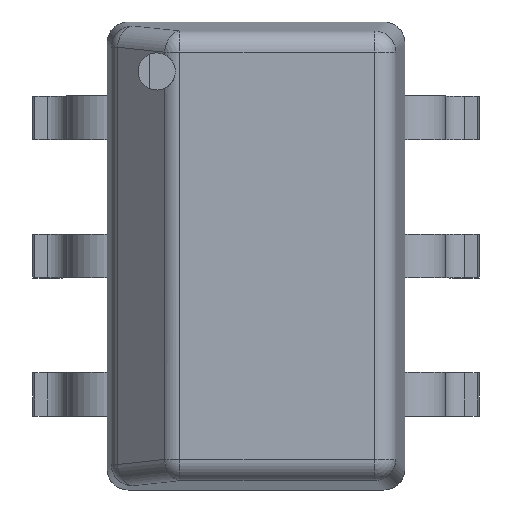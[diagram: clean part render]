
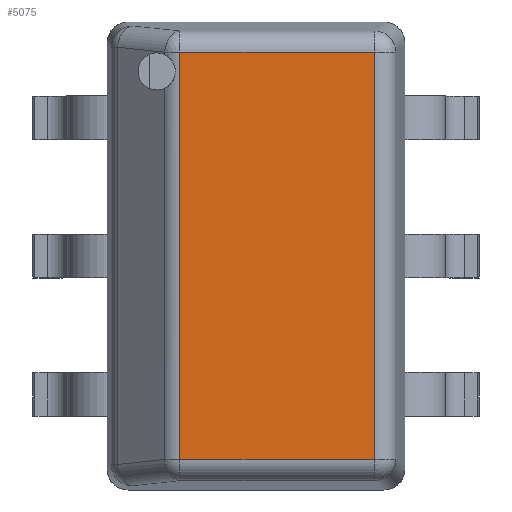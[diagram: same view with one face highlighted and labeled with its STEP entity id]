
A CAD part, top view. The second image highlights one B-rep face of the part: STEP entity #5075.
In plain terms, the highlighted planar face has unit normal (0, 0, 1).
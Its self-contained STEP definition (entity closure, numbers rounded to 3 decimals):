
#3904 = CYLINDRICAL_SURFACE('',#3905,0.1);
#3905 = AXIS2_PLACEMENT_3D('',#3906,#3907,#3908);
#3906 = CARTESIAN_POINT('',(0.3,2.057,1.));
#3907 = DIRECTION('',(1.,0.,0.));
#3908 = DIRECTION('',(-0.,0.995,0.105));
#4105 = CYLINDRICAL_SURFACE('',#4106,0.1);
#4106 = AXIS2_PLACEMENT_3D('',#4107,#4108,#4109);
#4107 = CARTESIAN_POINT('',(0.3,0.143,1.));
#4108 = DIRECTION('',(1.,-0.,0.));
#4109 = DIRECTION('',(-0.,-0.995,0.105));
#4206 = CYLINDRICAL_SURFACE('',#4207,0.1);
#4207 = AXIS2_PLACEMENT_3D('',#4208,#4209,#4210);
#4208 = CARTESIAN_POINT('',(0.341,0.053,1.));
#4209 = DIRECTION('',(0.,1.,0.));
#4210 = DIRECTION('',(-0.707,0.,0.707));
#4480 = VERTEX_POINT('',#4481);
#4481 = CARTESIAN_POINT('',(0.341,2.057,1.1));
#4514 = EDGE_CURVE('',#4480,#4515,#4517,.T.);
#4515 = VERTEX_POINT('',#4516);
#4516 = CARTESIAN_POINT('',(1.257,2.057,1.1));
#4517 = SURFACE_CURVE('',#4518,(#4522,#4529),.PCURVE_S1.);
#4518 = LINE('',#4519,#4520);
#4519 = CARTESIAN_POINT('',(0.3,2.057,1.1));
#4520 = VECTOR('',#4521,1.);
#4521 = DIRECTION('',(1.,0.,0.));
#4522 = PCURVE('',#3904,#4523);
#4523 = DEFINITIONAL_REPRESENTATION('',(#4524),#4528);
#4524 = LINE('',#4525,#4526);
#4525 = CARTESIAN_POINT('',(1.466,0.));
#4526 = VECTOR('',#4527,1.);
#4527 = DIRECTION('',(0.,1.));
#4528 = ( GEOMETRIC_REPRESENTATION_CONTEXT(2) 
PARAMETRIC_REPRESENTATION_CONTEXT() REPRESENTATION_CONTEXT('2D SPACE',''
  ) );
#4529 = PCURVE('',#4530,#4535);
#4530 = PLANE('',#4531);
#4531 = AXIS2_PLACEMENT_3D('',#4532,#4533,#4534);
#4532 = CARTESIAN_POINT('',(0.,0.,1.1));
#4533 = DIRECTION('',(0.,0.,1.));
#4534 = DIRECTION('',(1.,0.,-0.));
#4535 = DEFINITIONAL_REPRESENTATION('',(#4536),#4540);
#4536 = LINE('',#4537,#4538);
#4537 = CARTESIAN_POINT('',(0.3,2.057));
#4538 = VECTOR('',#4539,1.);
#4539 = DIRECTION('',(1.,0.));
#4540 = ( GEOMETRIC_REPRESENTATION_CONTEXT(2) 
PARAMETRIC_REPRESENTATION_CONTEXT() REPRESENTATION_CONTEXT('2D SPACE',''
  ) );
#4658 = VERTEX_POINT('',#4659);
#4659 = CARTESIAN_POINT('',(0.341,0.143,1.1));
#4692 = EDGE_CURVE('',#4658,#4693,#4695,.T.);
#4693 = VERTEX_POINT('',#4694);
#4694 = CARTESIAN_POINT('',(1.257,0.143,1.1));
#4695 = SURFACE_CURVE('',#4696,(#4700,#4707),.PCURVE_S1.);
#4696 = LINE('',#4697,#4698);
#4697 = CARTESIAN_POINT('',(0.3,0.143,1.1));
#4698 = VECTOR('',#4699,1.);
#4699 = DIRECTION('',(1.,-0.,0.));
#4700 = PCURVE('',#4105,#4701);
#4701 = DEFINITIONAL_REPRESENTATION('',(#4702),#4706);
#4702 = LINE('',#4703,#4704);
#4703 = CARTESIAN_POINT('',(-1.466,0.));
#4704 = VECTOR('',#4705,1.);
#4705 = DIRECTION('',(-0.,1.));
#4706 = ( GEOMETRIC_REPRESENTATION_CONTEXT(2) 
PARAMETRIC_REPRESENTATION_CONTEXT() REPRESENTATION_CONTEXT('2D SPACE',''
  ) );
#4707 = PCURVE('',#4530,#4708);
#4708 = DEFINITIONAL_REPRESENTATION('',(#4709),#4713);
#4709 = LINE('',#4710,#4711);
#4710 = CARTESIAN_POINT('',(0.3,0.143));
#4711 = VECTOR('',#4712,1.);
#4712 = DIRECTION('',(1.,0.));
#4713 = ( GEOMETRIC_REPRESENTATION_CONTEXT(2) 
PARAMETRIC_REPRESENTATION_CONTEXT() REPRESENTATION_CONTEXT('2D SPACE',''
  ) );
#4759 = EDGE_CURVE('',#4658,#4480,#4760,.T.);
#4760 = SURFACE_CURVE('',#4761,(#4765,#4772),.PCURVE_S1.);
#4761 = LINE('',#4762,#4763);
#4762 = CARTESIAN_POINT('',(0.341,0.053,1.1));
#4763 = VECTOR('',#4764,1.);
#4764 = DIRECTION('',(0.,1.,0.));
#4765 = PCURVE('',#4206,#4766);
#4766 = DEFINITIONAL_REPRESENTATION('',(#4767),#4771);
#4767 = LINE('',#4768,#4769);
#4768 = CARTESIAN_POINT('',(0.785,0.));
#4769 = VECTOR('',#4770,1.);
#4770 = DIRECTION('',(0.,1.));
#4771 = ( GEOMETRIC_REPRESENTATION_CONTEXT(2) 
PARAMETRIC_REPRESENTATION_CONTEXT() REPRESENTATION_CONTEXT('2D SPACE',''
  ) );
#4772 = PCURVE('',#4530,#4773);
#4773 = DEFINITIONAL_REPRESENTATION('',(#4774),#4778);
#4774 = LINE('',#4775,#4776);
#4775 = CARTESIAN_POINT('',(0.341,0.053));
#4776 = VECTOR('',#4777,1.);
#4777 = DIRECTION('',(0.,1.));
#4778 = ( GEOMETRIC_REPRESENTATION_CONTEXT(2) 
PARAMETRIC_REPRESENTATION_CONTEXT() REPRESENTATION_CONTEXT('2D SPACE',''
  ) );
#5032 = CYLINDRICAL_SURFACE('',#5033,0.1);
#5033 = AXIS2_PLACEMENT_3D('',#5034,#5035,#5036);
#5034 = CARTESIAN_POINT('',(1.257,0.053,1.));
#5035 = DIRECTION('',(0.,1.,-0.));
#5036 = DIRECTION('',(0.995,0.,0.105));
#5075 = ADVANCED_FACE('',(#5076),#4530,.T.);
#5076 = FACE_BOUND('',#5077,.T.);
#5077 = EDGE_LOOP('',(#5078,#5079,#5080,#5081));
#5078 = ORIENTED_EDGE('',*,*,#4514,.F.);
#5079 = ORIENTED_EDGE('',*,*,#4759,.F.);
#5080 = ORIENTED_EDGE('',*,*,#4692,.T.);
#5081 = ORIENTED_EDGE('',*,*,#5082,.T.);
#5082 = EDGE_CURVE('',#4693,#4515,#5083,.T.);
#5083 = SURFACE_CURVE('',#5084,(#5088,#5095),.PCURVE_S1.);
#5084 = LINE('',#5085,#5086);
#5085 = CARTESIAN_POINT('',(1.257,0.053,1.1));
#5086 = VECTOR('',#5087,1.);
#5087 = DIRECTION('',(0.,1.,-0.));
#5088 = PCURVE('',#4530,#5089);
#5089 = DEFINITIONAL_REPRESENTATION('',(#5090),#5094);
#5090 = LINE('',#5091,#5092);
#5091 = CARTESIAN_POINT('',(1.257,0.053));
#5092 = VECTOR('',#5093,1.);
#5093 = DIRECTION('',(0.,1.));
#5094 = ( GEOMETRIC_REPRESENTATION_CONTEXT(2) 
PARAMETRIC_REPRESENTATION_CONTEXT() REPRESENTATION_CONTEXT('2D SPACE',''
  ) );
#5095 = PCURVE('',#5032,#5096);
#5096 = DEFINITIONAL_REPRESENTATION('',(#5097),#5101);
#5097 = LINE('',#5098,#5099);
#5098 = CARTESIAN_POINT('',(-1.466,0.));
#5099 = VECTOR('',#5100,1.);
#5100 = DIRECTION('',(-0.,1.));
#5101 = ( GEOMETRIC_REPRESENTATION_CONTEXT(2) 
PARAMETRIC_REPRESENTATION_CONTEXT() REPRESENTATION_CONTEXT('2D SPACE',''
  ) );
